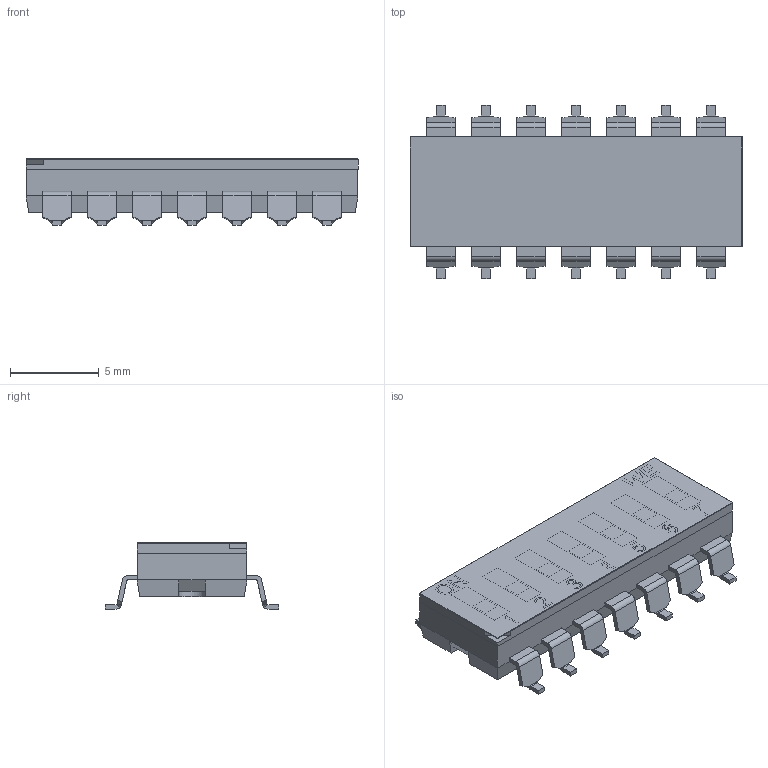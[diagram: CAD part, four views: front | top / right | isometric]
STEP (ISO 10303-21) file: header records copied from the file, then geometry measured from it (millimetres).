
FILE_DESCRIPTION( ( 'Unknown' ), '1' );
FILE_NAME( '418121160807A.stp', 'Unknown', ( 'Unknown' ), ( 'Unknown' ), 'PSStep 17.0.49', 'Unknown', ' ' );
FILE_SCHEMA( ( 'AUTOMOTIVE_DESIGN { 1 0 10303 214 1 1 1 1 }' ) );
Length unit declared in the file: millimetre
Products named in the file (8): Assem1; Actuator; Contact; Base 07; Cover 07; Tape 07; Terminal_front; Terminal_back
Assembly tree (31 placements, depth 2):
  Assem1
    Actuator  x7
    Contact  x7
    Base 07
    Cover 07
    Tape 07
    Terminal_front  x7
    Terminal_back  x7
Bounding box: 18.72 x 9.79 x 3.74 mm (x, y, z)
Volume: 316.9 mm3; surface area: 1534.6 mm2
Topology: 31 solids, 31 shells, 1218 faces, 3355 edges, 2195 vertices
Faces by surface type: plane 989, cylinder 184, bspline 28, extrusion 17
Full cylindrical faces by diameter (mm): 0.45 x14, 0.5 x28, 1.9 x1
Entity records: 20270 total; most frequent: CARTESIAN_POINT 3944, ORIENTED_EDGE 2660, DIRECTION 2249, EDGE_CURVE 1330, VECTOR 1051, LINE 1034, VERTEX_POINT 864, AXIS2_PLACEMENT_3D 599
